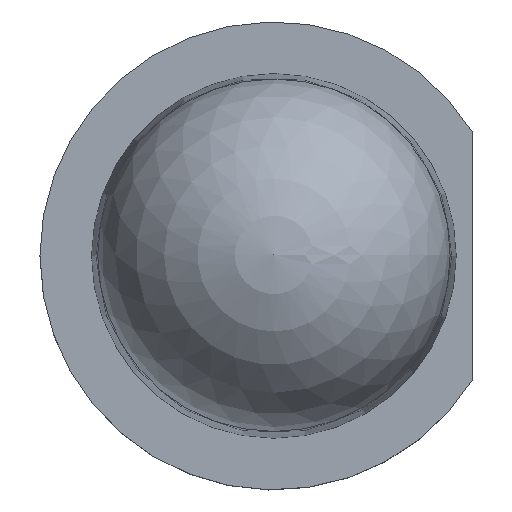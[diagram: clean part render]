
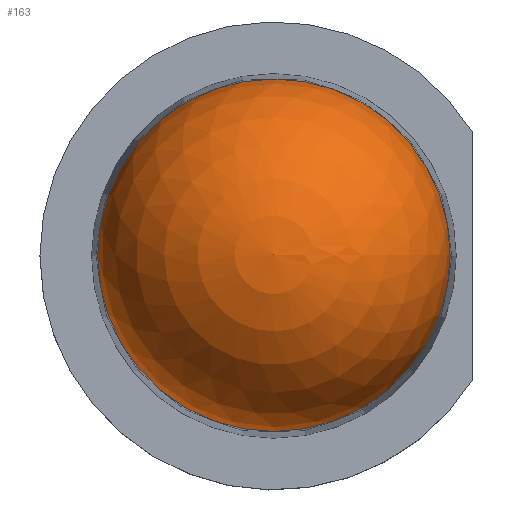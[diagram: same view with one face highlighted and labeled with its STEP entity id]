
A CAD part, top view. The second image highlights one B-rep face of the part: STEP entity #163.
In plain terms, the highlighted spherical face has radius 1.45 mm.
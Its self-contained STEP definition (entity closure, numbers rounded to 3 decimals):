
#144 = VERTEX_POINT('',#145);
#145 = CARTESIAN_POINT('',(1.45,0.,
    3.93));
#151 = EDGE_CURVE('',#144,#144,#152,.T.);
#152 = CIRCLE('',#153,1.45);
#153 = AXIS2_PLACEMENT_3D('',#154,#155,#156);
#154 = CARTESIAN_POINT('',(0.,0.,3.93));
#155 = DIRECTION('',(0.,0.,-1.));
#156 = DIRECTION('',(1.,0.,0.));
#163 = ADVANCED_FACE('',(#164),#177,.T.);
#164 = FACE_BOUND('',#165,.F.);
#165 = EDGE_LOOP('',(#166,#167,#176));
#166 = ORIENTED_EDGE('',*,*,#151,.T.);
#167 = ORIENTED_EDGE('',*,*,#168,.T.);
#168 = EDGE_CURVE('',#144,#169,#171,.T.);
#169 = VERTEX_POINT('',#170);
#170 = CARTESIAN_POINT('',(0.,0.,5.38)
  );
#171 = CIRCLE('',#172,1.45);
#172 = AXIS2_PLACEMENT_3D('',#173,#174,#175);
#173 = CARTESIAN_POINT('',(0.,0.,3.93));
#174 = DIRECTION('',(0.,-1.,0.));
#175 = DIRECTION('',(1.,0.,0.));
#176 = ORIENTED_EDGE('',*,*,#168,.F.);
#177 = SPHERICAL_SURFACE('',#178,1.45);
#178 = AXIS2_PLACEMENT_3D('',#179,#180,#181);
#179 = CARTESIAN_POINT('',(0.,0.,3.93));
#180 = DIRECTION('',(0.,0.,1.));
#181 = DIRECTION('',(1.,0.,0.));
